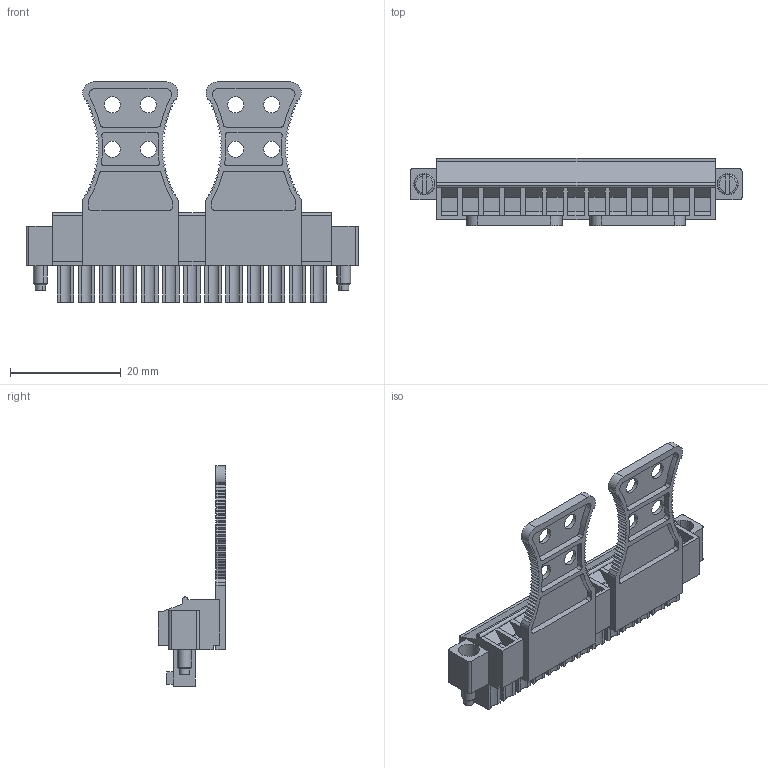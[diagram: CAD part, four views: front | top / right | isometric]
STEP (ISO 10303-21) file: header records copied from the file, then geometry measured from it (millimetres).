
FILE_DESCRIPTION(('CATIA V5 STEP Exchange','CAx-IF Rec.Pracs.--- Model Styling and Organization---1.2---2011-12-15'),'2;1');
FILE_NAME ('D1450074_0_1236640000_1236640000.stp','2018-09-19T13:35:25+00:00',('none'),('Weidmueller'),'CATIA Version 5-6 Release 2014','CATIA V5 STEP AP214','none');
FILE_SCHEMA(('AUTOMOTIVE_DESIGN { 1 0 10303 214 1 1 1 1 }'));
Length unit declared in the file: millimetre
Products named in the file (1): 1236640000
Bounding box: 59.92 x 12.2 x 39.75 mm (x, y, z)
Volume: 6198.6 mm3; surface area: 7413.1 mm2
Topology: 5 solids, 5 shells, 798 faces, 2158 edges, 1432 vertices
Faces by surface type: plane 602, cylinder 154, cone 34, torus 8
Entity records: 23155 total; most frequent: ORIENTED_EDGE 4316, CARTESIAN_POINT 4134, DIRECTION 3172, EDGE_CURVE 2158, VECTOR 1766, LINE 1766, VERTEX_POINT 1432, AXIS2_PLACEMENT_3D 896
